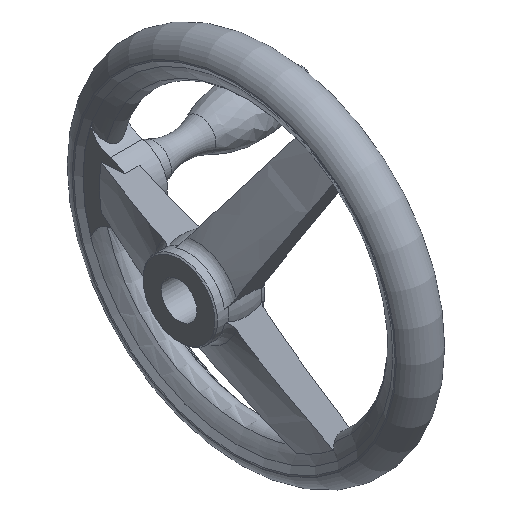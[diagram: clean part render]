
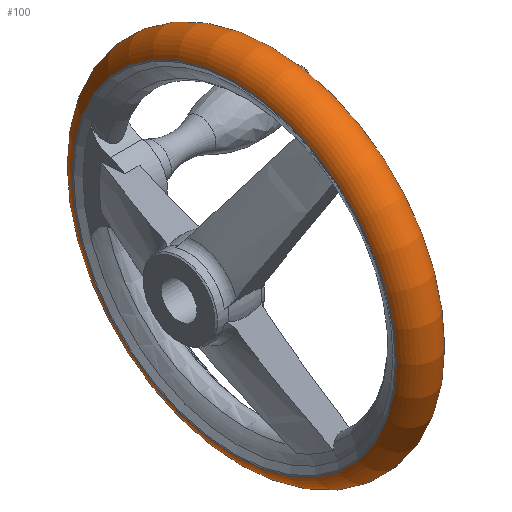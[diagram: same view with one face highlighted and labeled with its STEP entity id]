
A CAD part, isometric view. The second image highlights one B-rep face of the part: STEP entity #100.
In plain terms, the highlighted toroidal (fillet/blend) face has major radius 61.3 mm and minor radius 8.7 mm.
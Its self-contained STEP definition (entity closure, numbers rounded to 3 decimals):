
#100 = ADVANCED_FACE( '', ( #190, #191, #192 ), #193, .T. );
#190 = FACE_BOUND( '', #324, .T. );
#191 = FACE_OUTER_BOUND( '', #325, .T. );
#192 = FACE_OUTER_BOUND( '', #326, .T. );
#193 = TOROIDAL_SURFACE( '', #327, 61.3, 8.7 );
#324 = VERTEX_LOOP( '', #731 );
#325 = EDGE_LOOP( '', ( #732 ) );
#326 = EDGE_LOOP( '', ( #733 ) );
#327 = AXIS2_PLACEMENT_3D( '', #734, #735, #736 );
#731 = VERTEX_POINT( '', #1075 );
#732 = ORIENTED_EDGE( '', *, *, #1076, .T. );
#733 = ORIENTED_EDGE( '', *, *, #1077, .F. );
#734 = CARTESIAN_POINT( '', ( 30., 0., 0. ) );
#735 = DIRECTION( '', ( 1., 0., 0. ) );
#736 = DIRECTION( '', ( 0., 0., -1. ) );
#1075 = CARTESIAN_POINT( '', ( 30., 0., -70. ) );
#1076 = EDGE_CURVE( '', #1313, #1313, #1314, .T. );
#1077 = EDGE_CURVE( '', #1315, #1315, #1316, .T. );
#1313 = VERTEX_POINT( '', #2066 );
#1314 = CIRCLE( '', #2067, 63.263 );
#1315 = VERTEX_POINT( '', #2068 );
#1316 = CIRCLE( '', #2069, 63.263 );
#2066 = CARTESIAN_POINT( '', ( 21.524, 0., -63.263 ) );
#2067 = AXIS2_PLACEMENT_3D( '', #2366, #2367, #2368 );
#2068 = CARTESIAN_POINT( '', ( 38.476, 0., -63.263 ) );
#2069 = AXIS2_PLACEMENT_3D( '', #2369, #2370, #2371 );
#2366 = CARTESIAN_POINT( '', ( 21.524, 0., 0. ) );
#2367 = DIRECTION( '', ( 1., 0., 0. ) );
#2368 = DIRECTION( '', ( 0., 0., -1. ) );
#2369 = CARTESIAN_POINT( '', ( 38.476, 0., 0. ) );
#2370 = DIRECTION( '', ( 1., 0., 0. ) );
#2371 = DIRECTION( '', ( 0., 0., -1. ) );
